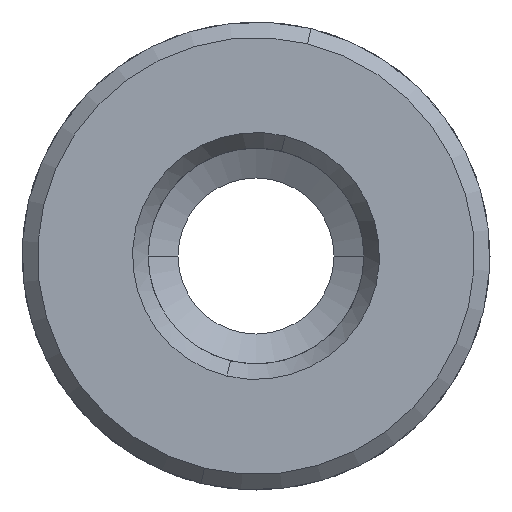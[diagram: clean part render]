
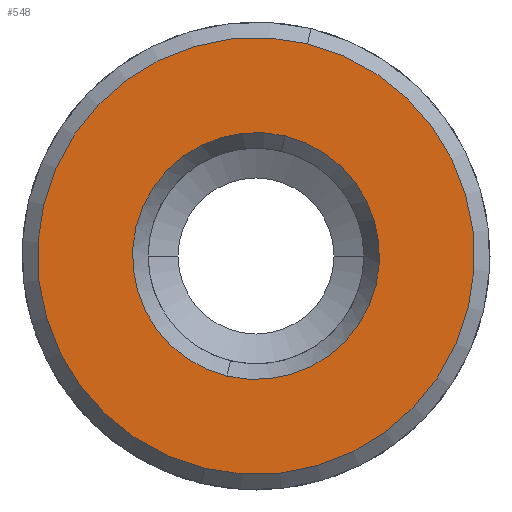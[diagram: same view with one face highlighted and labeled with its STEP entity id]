
A CAD part, front view. The second image highlights one B-rep face of the part: STEP entity #548.
In plain terms, the highlighted planar face has unit normal (0, -1, 0).
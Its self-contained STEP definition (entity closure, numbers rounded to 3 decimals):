
#17 = EDGE_CURVE ( 'NONE', #40, #38, #562, .T. ) ;
#38 = VERTEX_POINT ( 'NONE', #581 ) ;
#40 = VERTEX_POINT ( 'NONE', #580 ) ;
#58 = VERTEX_POINT ( 'NONE', #657 ) ;
#67 = EDGE_CURVE ( 'NONE', #58, #97, #667, .T. ) ;
#97 = VERTEX_POINT ( 'NONE', #709 ) ;
#476 = EDGE_CURVE ( 'NONE', #97, #58, #1345, .T. ) ;
#477 = ORIENTED_EDGE ( 'NONE', *, *, #17, .F. ) ;
#481 = ORIENTED_EDGE ( 'NONE', *, *, #67, .T. ) ;
#482 = ORIENTED_EDGE ( 'NONE', *, *, #476, .T. ) ;
#495 = EDGE_LOOP ( 'NONE', ( #477, #545 ) ) ;
#520 = EDGE_CURVE ( 'NONE', #38, #40, #1395, .T. ) ;
#545 = ORIENTED_EDGE ( 'NONE', *, *, #520, .F. ) ;
#546 = EDGE_LOOP ( 'NONE', ( #481, #482 ) ) ;
#548 = ADVANCED_FACE ( 'NONE', ( #1402, #1408 ), #1407, .T. ) ;
#562 = CIRCLE ( 'NONE', #592, 4.2 ) ;
#580 = CARTESIAN_POINT ( 'NONE',  ( -0.991, -14.103, -4.082 ) ) ;
#581 = CARTESIAN_POINT ( 'NONE',  ( 0.991, -14.103, 4.082 ) ) ;
#592 = AXIS2_PLACEMENT_3D ( 'NONE', #628, #623, #599 ) ;
#599 = DIRECTION ( 'NONE',  ( -0.236, 0., -0.972 ) ) ;
#623 = DIRECTION ( 'NONE',  ( 0., 1., 0. ) ) ;
#628 = CARTESIAN_POINT ( 'NONE',  ( 0., -14.103, 0. ) ) ;
#657 = CARTESIAN_POINT ( 'NONE',  ( 0.56, -14.103, 2.308 ) ) ;
#666 = CARTESIAN_POINT ( 'NONE',  ( 0., -14.103, 0. ) ) ;
#667 = CIRCLE ( 'NONE', #776, 2.375 ) ;
#709 = CARTESIAN_POINT ( 'NONE',  ( -0.56, -14.103, -2.308 ) ) ;
#774 = DIRECTION ( 'NONE',  ( -0.236, 0., -0.972 ) ) ;
#775 = DIRECTION ( 'NONE',  ( 0., 1., 0. ) ) ;
#776 = AXIS2_PLACEMENT_3D ( 'NONE', #666, #775, #774 ) ;
#1286 = CARTESIAN_POINT ( 'NONE',  ( 0., -14.103, 0. ) ) ;
#1342 = DIRECTION ( 'NONE',  ( -0.236, 0., -0.972 ) ) ;
#1343 = DIRECTION ( 'NONE',  ( 0., 1., 0. ) ) ;
#1344 = AXIS2_PLACEMENT_3D ( 'NONE', #1286, #1343, #1342 ) ;
#1345 = CIRCLE ( 'NONE', #1344, 2.375 ) ;
#1364 = CARTESIAN_POINT ( 'NONE',  ( 0., -14.103, 0. ) ) ;
#1392 = DIRECTION ( 'NONE',  ( -0.236, 0., -0.972 ) ) ;
#1393 = DIRECTION ( 'NONE',  ( 0., 1., 0. ) ) ;
#1394 = AXIS2_PLACEMENT_3D ( 'NONE', #1364, #1393, #1392 ) ;
#1395 = CIRCLE ( 'NONE', #1394, 4.2 ) ;
#1398 = CARTESIAN_POINT ( 'NONE',  ( 0., -14.103, 0. ) ) ;
#1400 = DIRECTION ( 'NONE',  ( 0., -1., 0. ) ) ;
#1402 = FACE_BOUND ( 'NONE', #546, .T. ) ;
#1406 = DIRECTION ( 'NONE',  ( 0.236, 0., 0.972 ) ) ;
#1407 = PLANE ( 'NONE',  #1413 ) ;
#1408 = FACE_OUTER_BOUND ( 'NONE', #495, .T. ) ;
#1413 = AXIS2_PLACEMENT_3D ( 'NONE', #1398, #1400, #1406 ) ;
